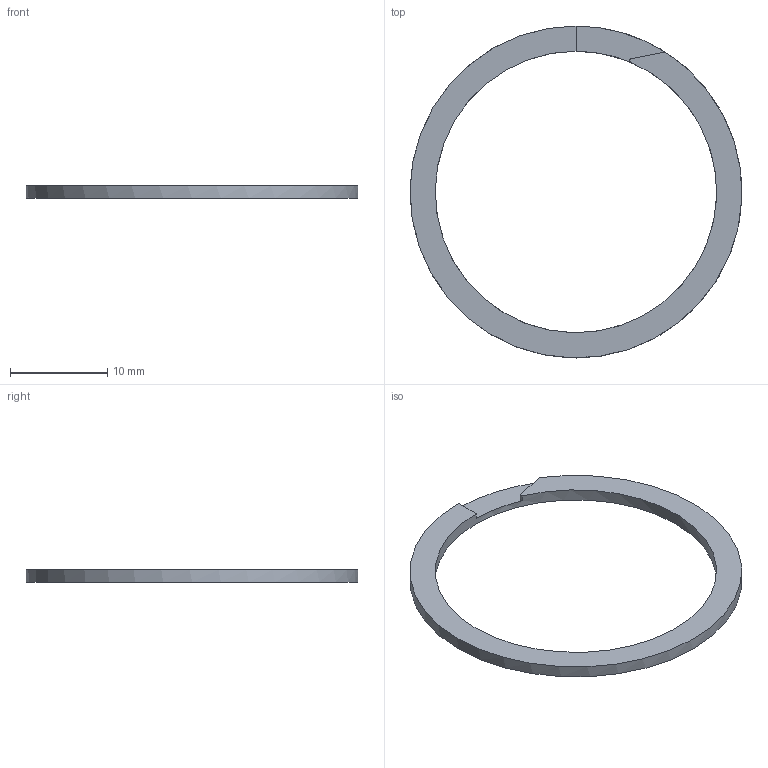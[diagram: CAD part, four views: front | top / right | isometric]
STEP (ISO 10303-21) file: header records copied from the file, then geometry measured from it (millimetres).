
FILE_DESCRIPTION(/* description */ (''),/* implementation_level */ '2;1');
FILE_NAME(/* name */ 'DLSB.stp',/* time_stamp */ '2014-11-14T13:06:48+01:00',/* author */ ('sh'),/* organization */ (''),/* preprocessor_version */ 'ST-DEVELOPER v15.2',/* originating_system */ 'Autodesk Inventor 2014',/* authorisation */ '');
FILE_SCHEMA (('AUTOMOTIVE_DESIGN { 1 0 10303 214 3 1 1 }'));
Length unit declared in the file: millimetre
Products named in the file (1): DLSB_01308120
Bounding box: 34.2 x 34.2 x 1.27 mm (x, y, z)
Volume: 316.1 mm3; surface area: 763.1 mm2
Topology: 1 solids, 1 shells, 9 faces, 24 edges, 16 vertices
Faces by surface type: plane 5, cylinder 4
Full cylindrical faces by diameter (mm): 29 x1, 34.2 x1
Entity records: 285 total; most frequent: DIRECTION 50, CARTESIAN_POINT 44, ORIENTED_EDGE 40, EDGE_CURVE 20, AXIS2_PLACEMENT_3D 20, VERTEX_POINT 14, EDGE_LOOP 12, LINE 10
